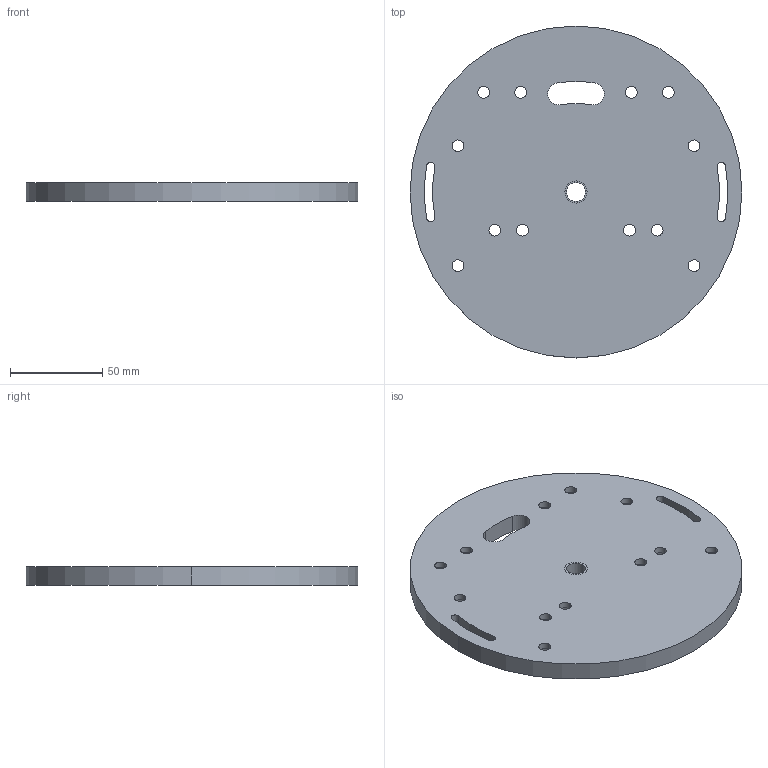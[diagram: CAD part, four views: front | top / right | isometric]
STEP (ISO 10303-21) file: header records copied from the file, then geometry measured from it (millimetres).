
FILE_DESCRIPTION((''),'2;1');
FILE_NAME('PLAQUE_BASE','2021-10-06T17:23:37',('laure'),(''),'CREO PARAMETRIC BY PTC INC, 2020281','CREO PARAMETRIC BY PTC INC, 2020281','');
FILE_SCHEMA(('CONFIG_CONTROL_DESIGN'));
Length unit declared in the file: millimetre
Products named in the file (1): PLAQUE_BASE
Bounding box: 180 x 180 x 10 mm (x, y, z)
Volume: 238391.9 mm3; surface area: 60808.4 mm2
Topology: 1 solids, 2 shells, 80 faces, 198 edges, 132 vertices
Faces by surface type: cylinder 66, plane 14
Entity records: 2562 total; most frequent: DIRECTION 492, CARTESIAN_POINT 411, ORIENTED_EDGE 392, AXIS2_PLACEMENT_3D 213, EDGE_CURVE 198, VERTEX_POINT 132, CIRCLE 132, EDGE_LOOP 124
